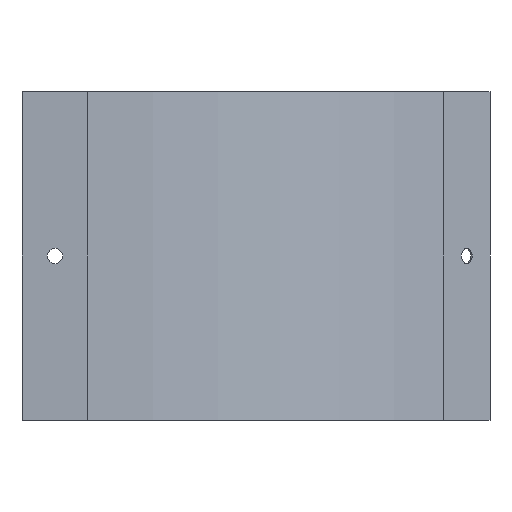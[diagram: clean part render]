
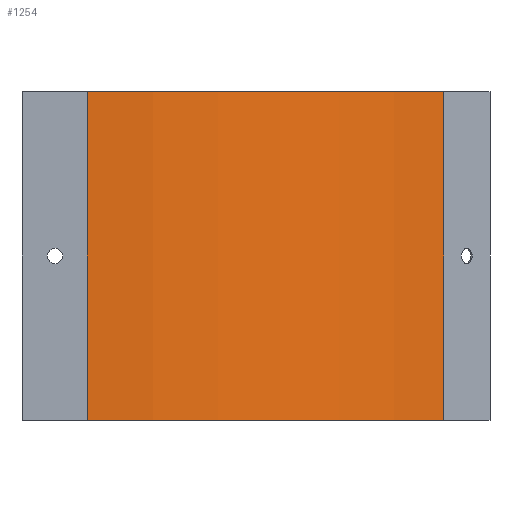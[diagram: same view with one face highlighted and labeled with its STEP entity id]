
A CAD part, front view. The second image highlights one B-rep face of the part: STEP entity #1254.
In plain terms, the highlighted cylindrical face has radius 230 mm (diameter 460 mm), a partial arc.
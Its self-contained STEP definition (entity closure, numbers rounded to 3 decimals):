
#32 = DIRECTION ( 'NONE',  ( 0., 0., -1. ) ) ;
#33 = CARTESIAN_POINT ( 'NONE',  ( 192.426, -12.635, 0.8 ) ) ;
#70 = DIRECTION ( 'NONE',  ( 1., 0., 0. ) ) ;
#71 = DIRECTION ( 'NONE',  ( 0., 0., 1. ) ) ;
#72 = CARTESIAN_POINT ( 'NONE',  ( 29.792, 150., 0.8 ) ) ;
#73 = DIRECTION ( 'NONE',  ( 1., 0., 0. ) ) ;
#74 = DIRECTION ( 'NONE',  ( 0., 0., 1. ) ) ;
#75 = CARTESIAN_POINT ( 'NONE',  ( 29.792, 150., -149.2 ) ) ;
#79 = DIRECTION ( 'NONE',  ( 0., 0., -1. ) ) ;
#85 = CARTESIAN_POINT ( 'NONE',  ( 29.792, -80., 0.8 ) ) ;
#222 = EDGE_CURVE ( 'NONE', #1481, #1479, #458, .T. ) ;
#224 = EDGE_CURVE ( 'NONE', #1479, #1421, #463, .T. ) ;
#225 = EDGE_CURVE ( 'NONE', #1481, #1512, #465, .T. ) ;
#243 = EDGE_CURVE ( 'NONE', #1512, #1421, #496, .T. ) ;
#323 = AXIS2_PLACEMENT_3D ( 'NONE', #1814, #1815, #1820 ) ;
#458 = LINE ( 'NONE', #85, #460 ) ;
#460 = VECTOR ( 'NONE', #79, 1000. ) ;
#463 = CIRCLE ( 'NONE', #1326, 230. ) ;
#465 = CIRCLE ( 'NONE', #1325, 230. ) ;
#496 = LINE ( 'NONE', #33, #499 ) ;
#499 = VECTOR ( 'NONE', #32, 1000. ) ;
#592 = FACE_OUTER_BOUND ( 'NONE', #987, .T. ) ;
#598 = CYLINDRICAL_SURFACE ( 'NONE', #323, 230. ) ;
#987 = EDGE_LOOP ( 'NONE', ( #1048, #1047, #1046, #1045 ) ) ;
#1045 = ORIENTED_EDGE ( 'NONE', *, *, #222, .T. ) ;
#1046 = ORIENTED_EDGE ( 'NONE', *, *, #225, .F. ) ;
#1047 = ORIENTED_EDGE ( 'NONE', *, *, #243, .F. ) ;
#1048 = ORIENTED_EDGE ( 'NONE', *, *, #224, .T. ) ;
#1152 = CARTESIAN_POINT ( 'NONE',  ( 29.792, -80., -149.2 ) ) ;
#1154 = CARTESIAN_POINT ( 'NONE',  ( 29.792, -80., 0.8 ) ) ;
#1185 = CARTESIAN_POINT ( 'NONE',  ( 192.426, -12.635, 0.8 ) ) ;
#1254 = ADVANCED_FACE ( 'NONE', ( #592 ), #598, .T. ) ;
#1325 = AXIS2_PLACEMENT_3D ( 'NONE', #72, #71, #70 ) ;
#1326 = AXIS2_PLACEMENT_3D ( 'NONE', #75, #74, #73 ) ;
#1421 = VERTEX_POINT ( 'NONE', #1733 ) ;
#1479 = VERTEX_POINT ( 'NONE', #1152 ) ;
#1481 = VERTEX_POINT ( 'NONE', #1154 ) ;
#1512 = VERTEX_POINT ( 'NONE', #1185 ) ;
#1733 = CARTESIAN_POINT ( 'NONE',  ( 192.426, -12.635, -149.2 ) ) ;
#1814 = CARTESIAN_POINT ( 'NONE',  ( 29.792, 150., 0.8 ) ) ;
#1815 = DIRECTION ( 'NONE',  ( 0., 0., -1. ) ) ;
#1820 = DIRECTION ( 'NONE',  ( -1., 0., 0. ) ) ;
